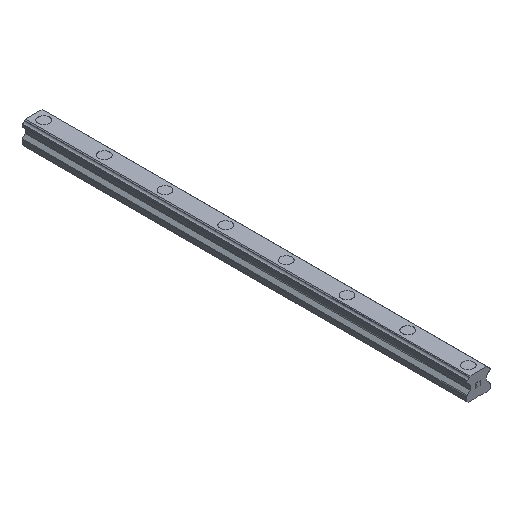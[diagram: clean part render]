
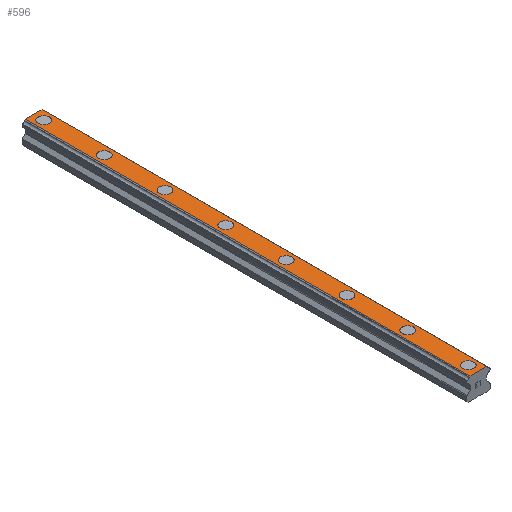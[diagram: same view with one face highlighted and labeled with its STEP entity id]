
A CAD part, isometric view. The second image highlights one B-rep face of the part: STEP entity #596.
In plain terms, the highlighted planar face has unit normal (0, 0, 1).
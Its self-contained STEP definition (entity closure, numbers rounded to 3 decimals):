
#596=ADVANCED_FACE('',(#1222,#1223,#1224,#1225,#1226,#1227,#1228,#1229,#1230),#1231,.T.);
#1222=FACE_BOUND('',#1871,.T.);
#1223=FACE_BOUND('',#1872,.T.);
#1224=FACE_BOUND('',#1873,.T.);
#1225=FACE_BOUND('',#1874,.T.);
#1226=FACE_BOUND('',#1875,.T.);
#1227=FACE_BOUND('',#1876,.T.);
#1228=FACE_BOUND('',#1877,.T.);
#1229=FACE_BOUND('',#1878,.T.);
#1230=FACE_OUTER_BOUND('',#1879,.T.);
#1231=PLANE('',#1880);
#1871=EDGE_LOOP('',(#3654,#3655));
#1872=EDGE_LOOP('',(#3656,#3657));
#1873=EDGE_LOOP('',(#3658,#3659));
#1874=EDGE_LOOP('',(#3660,#3661));
#1875=EDGE_LOOP('',(#3662,#3663));
#1876=EDGE_LOOP('',(#3664,#3665));
#1877=EDGE_LOOP('',(#3666,#3667));
#1878=EDGE_LOOP('',(#3668,#3669));
#1879=EDGE_LOOP('',(#3670,#3671,#3672,#3673));
#1880=AXIS2_PLACEMENT_3D('',#3674,#3675,#3676);
#3654=ORIENTED_EDGE('',*,*,#4003,.T.);
#3655=ORIENTED_EDGE('',*,*,#4429,.T.);
#3656=ORIENTED_EDGE('',*,*,#3989,.T.);
#3657=ORIENTED_EDGE('',*,*,#4463,.T.);
#3658=ORIENTED_EDGE('',*,*,#3975,.T.);
#3659=ORIENTED_EDGE('',*,*,#4478,.T.);
#3660=ORIENTED_EDGE('',*,*,#3961,.T.);
#3661=ORIENTED_EDGE('',*,*,#4493,.T.);
#3662=ORIENTED_EDGE('',*,*,#3947,.T.);
#3663=ORIENTED_EDGE('',*,*,#4508,.T.);
#3664=ORIENTED_EDGE('',*,*,#3933,.T.);
#3665=ORIENTED_EDGE('',*,*,#4523,.T.);
#3666=ORIENTED_EDGE('',*,*,#3919,.T.);
#3667=ORIENTED_EDGE('',*,*,#4538,.T.);
#3668=ORIENTED_EDGE('',*,*,#3905,.T.);
#3669=ORIENTED_EDGE('',*,*,#4553,.T.);
#3670=ORIENTED_EDGE('',*,*,#4407,.T.);
#3671=ORIENTED_EDGE('',*,*,#4608,.F.);
#3672=ORIENTED_EDGE('',*,*,#4271,.F.);
#3673=ORIENTED_EDGE('',*,*,#4606,.T.);
#3674=CARTESIAN_POINT('',(0.0,440.0,22.));
#3675=DIRECTION('',(0.0,0.0,1.0));
#3676=DIRECTION('',(-1.0,0.0,-0.0));
#3905=EDGE_CURVE('',#4678,#4675,#4679,.T.);
#3919=EDGE_CURVE('',#4704,#4701,#4705,.T.);
#3933=EDGE_CURVE('',#4730,#4727,#4731,.T.);
#3947=EDGE_CURVE('',#4756,#4753,#4757,.T.);
#3961=EDGE_CURVE('',#4782,#4779,#4783,.T.);
#3975=EDGE_CURVE('',#4808,#4805,#4809,.T.);
#3989=EDGE_CURVE('',#4834,#4831,#4835,.T.);
#4003=EDGE_CURVE('',#4860,#4857,#4861,.T.);
#4271=EDGE_CURVE('',#5259,#5261,#5262,.T.);
#4407=EDGE_CURVE('',#5488,#5486,#5489,.T.);
#4429=EDGE_CURVE('',#4857,#4860,#5530,.T.);
#4463=EDGE_CURVE('',#4831,#4834,#5575,.T.);
#4478=EDGE_CURVE('',#4805,#4808,#5593,.T.);
#4493=EDGE_CURVE('',#4779,#4782,#5611,.T.);
#4508=EDGE_CURVE('',#4753,#4756,#5629,.T.);
#4523=EDGE_CURVE('',#4727,#4730,#5647,.T.);
#4538=EDGE_CURVE('',#4701,#4704,#5665,.T.);
#4553=EDGE_CURVE('',#4675,#4678,#5683,.T.);
#4606=EDGE_CURVE('',#5259,#5488,#5739,.T.);
#4608=EDGE_CURVE('',#5261,#5486,#5741,.T.);
#4675=VERTEX_POINT('',#5810);
#4678=VERTEX_POINT('',#5814);
#4679=CIRCLE('',#5815,5.5);
#4701=VERTEX_POINT('',#5840);
#4704=VERTEX_POINT('',#5844);
#4705=CIRCLE('',#5845,5.5);
#4727=VERTEX_POINT('',#5870);
#4730=VERTEX_POINT('',#5874);
#4731=CIRCLE('',#5875,5.5);
#4753=VERTEX_POINT('',#5900);
#4756=VERTEX_POINT('',#5904);
#4757=CIRCLE('',#5905,5.5);
#4779=VERTEX_POINT('',#5930);
#4782=VERTEX_POINT('',#5934);
#4783=CIRCLE('',#5935,5.5);
#4805=VERTEX_POINT('',#5960);
#4808=VERTEX_POINT('',#5964);
#4809=CIRCLE('',#5965,5.5);
#4831=VERTEX_POINT('',#5990);
#4834=VERTEX_POINT('',#5994);
#4835=CIRCLE('',#5995,5.5);
#4857=VERTEX_POINT('',#6020);
#4860=VERTEX_POINT('',#6024);
#4861=CIRCLE('',#6025,5.5);
#5259=VERTEX_POINT('',#6564);
#5261=VERTEX_POINT('',#6567);
#5262=LINE('',#6568,#6569);
#5486=VERTEX_POINT('',#6881);
#5488=VERTEX_POINT('',#6884);
#5489=LINE('',#6885,#6886);
#5530=CIRCLE('',#6936,5.5);
#5575=CIRCLE('',#6994,5.5);
#5593=CIRCLE('',#7015,5.5);
#5611=CIRCLE('',#7036,5.5);
#5629=CIRCLE('',#7057,5.5);
#5647=CIRCLE('',#7078,5.5);
#5665=CIRCLE('',#7099,5.5);
#5683=CIRCLE('',#7120,5.5);
#5739=LINE('',#7198,#7199);
#5741=LINE('',#7201,#7202);
#5810=CARTESIAN_POINT('',(5.5,10.0,22.));
#5814=CARTESIAN_POINT('',(-5.5,10.0,22.));
#5815=AXIS2_PLACEMENT_3D('',#7295,#7296,#7297);
#5840=CARTESIAN_POINT('',(5.5,70.0,22.));
#5844=CARTESIAN_POINT('',(-5.5,70.0,22.));
#5845=AXIS2_PLACEMENT_3D('',#7323,#7324,#7325);
#5870=CARTESIAN_POINT('',(5.5,130.0,22.));
#5874=CARTESIAN_POINT('',(-5.5,130.0,22.));
#5875=AXIS2_PLACEMENT_3D('',#7351,#7352,#7353);
#5900=CARTESIAN_POINT('',(5.5,190.0,22.));
#5904=CARTESIAN_POINT('',(-5.5,190.0,22.));
#5905=AXIS2_PLACEMENT_3D('',#7379,#7380,#7381);
#5930=CARTESIAN_POINT('',(5.5,250.0,22.));
#5934=CARTESIAN_POINT('',(-5.5,250.0,22.));
#5935=AXIS2_PLACEMENT_3D('',#7407,#7408,#7409);
#5960=CARTESIAN_POINT('',(5.5,310.0,22.));
#5964=CARTESIAN_POINT('',(-5.5,310.0,22.));
#5965=AXIS2_PLACEMENT_3D('',#7435,#7436,#7437);
#5990=CARTESIAN_POINT('',(5.5,370.0,22.));
#5994=CARTESIAN_POINT('',(-5.5,370.0,22.));
#5995=AXIS2_PLACEMENT_3D('',#7463,#7464,#7465);
#6020=CARTESIAN_POINT('',(5.5,430.0,22.));
#6024=CARTESIAN_POINT('',(-5.5,430.0,22.));
#6025=AXIS2_PLACEMENT_3D('',#7491,#7492,#7493);
#6564=CARTESIAN_POINT('',(-8.3,440.0,22.));
#6567=CARTESIAN_POINT('',(8.3,440.0,22.));
#6568=CARTESIAN_POINT('',(-8.3,440.0,22.));
#6569=VECTOR('',#7792,1.0);
#6881=CARTESIAN_POINT('',(8.3,0.0,22.));
#6884=CARTESIAN_POINT('',(-8.3,0.0,22.));
#6885=CARTESIAN_POINT('',(-8.3,0.0,22.));
#6886=VECTOR('',#7948,1.0);
#6936=AXIS2_PLACEMENT_3D('',#7991,#7992,#7993);
#6994=AXIS2_PLACEMENT_3D('',#8046,#8047,#8048);
#7015=AXIS2_PLACEMENT_3D('',#8067,#8068,#8069);
#7036=AXIS2_PLACEMENT_3D('',#8088,#8089,#8090);
#7057=AXIS2_PLACEMENT_3D('',#8109,#8110,#8111);
#7078=AXIS2_PLACEMENT_3D('',#8130,#8131,#8132);
#7099=AXIS2_PLACEMENT_3D('',#8151,#8152,#8153);
#7120=AXIS2_PLACEMENT_3D('',#8172,#8173,#8174);
#7198=CARTESIAN_POINT('',(-8.3,440.0,22.));
#7199=VECTOR('',#8212,1.0);
#7201=CARTESIAN_POINT('',(8.3,440.0,22.));
#7202=VECTOR('',#8213,1.0);
#7295=CARTESIAN_POINT('',(0.0,10.0,22.));
#7296=DIRECTION('',(0.0,0.0,-1.0));
#7297=DIRECTION('',(1.0,0.0,0.0));
#7323=CARTESIAN_POINT('',(0.0,70.0,22.));
#7324=DIRECTION('',(0.0,0.0,-1.0));
#7325=DIRECTION('',(1.0,0.0,0.0));
#7351=CARTESIAN_POINT('',(0.0,130.0,22.));
#7352=DIRECTION('',(0.0,0.0,-1.0));
#7353=DIRECTION('',(1.0,0.0,0.0));
#7379=CARTESIAN_POINT('',(0.0,190.0,22.));
#7380=DIRECTION('',(0.0,0.0,-1.0));
#7381=DIRECTION('',(1.0,0.0,0.0));
#7407=CARTESIAN_POINT('',(0.0,250.0,22.));
#7408=DIRECTION('',(0.0,0.0,-1.0));
#7409=DIRECTION('',(1.0,0.0,0.0));
#7435=CARTESIAN_POINT('',(0.0,310.0,22.));
#7436=DIRECTION('',(0.0,0.0,-1.0));
#7437=DIRECTION('',(1.0,0.0,0.0));
#7463=CARTESIAN_POINT('',(0.0,370.0,22.));
#7464=DIRECTION('',(0.0,0.0,-1.0));
#7465=DIRECTION('',(1.0,0.0,0.0));
#7491=CARTESIAN_POINT('',(0.0,430.0,22.));
#7492=DIRECTION('',(0.0,0.0,-1.0));
#7493=DIRECTION('',(1.0,0.0,0.0));
#7792=DIRECTION('',(1.0,0.0,0.0));
#7948=DIRECTION('',(1.0,0.0,0.0));
#7991=CARTESIAN_POINT('',(0.0,430.0,22.));
#7992=DIRECTION('',(0.0,0.0,-1.0));
#7993=DIRECTION('',(1.0,0.0,0.0));
#8046=CARTESIAN_POINT('',(0.0,370.0,22.));
#8047=DIRECTION('',(0.0,0.0,-1.0));
#8048=DIRECTION('',(1.0,0.0,0.0));
#8067=CARTESIAN_POINT('',(0.0,310.0,22.));
#8068=DIRECTION('',(0.0,0.0,-1.0));
#8069=DIRECTION('',(1.0,0.0,0.0));
#8088=CARTESIAN_POINT('',(0.0,250.0,22.));
#8089=DIRECTION('',(0.0,0.0,-1.0));
#8090=DIRECTION('',(1.0,0.0,0.0));
#8109=CARTESIAN_POINT('',(0.0,190.0,22.));
#8110=DIRECTION('',(0.0,0.0,-1.0));
#8111=DIRECTION('',(1.0,0.0,0.0));
#8130=CARTESIAN_POINT('',(0.0,130.0,22.));
#8131=DIRECTION('',(0.0,0.0,-1.0));
#8132=DIRECTION('',(1.0,0.0,0.0));
#8151=CARTESIAN_POINT('',(0.0,70.0,22.));
#8152=DIRECTION('',(0.0,0.0,-1.0));
#8153=DIRECTION('',(1.0,0.0,0.0));
#8172=CARTESIAN_POINT('',(0.0,10.0,22.));
#8173=DIRECTION('',(0.0,0.0,-1.0));
#8174=DIRECTION('',(1.0,0.0,0.0));
#8212=DIRECTION('',(0.0,-1.0,0.0));
#8213=DIRECTION('',(0.0,-1.0,0.0));
